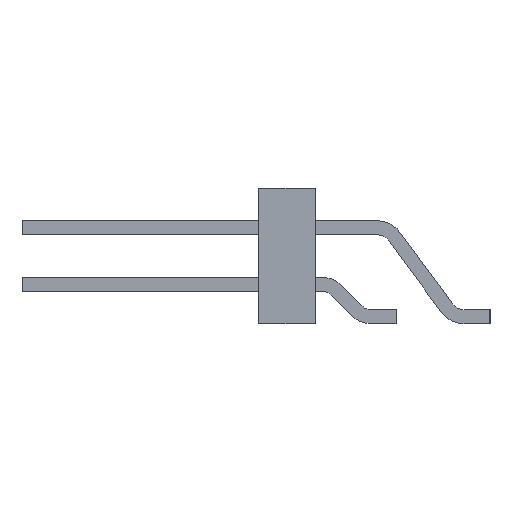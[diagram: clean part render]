
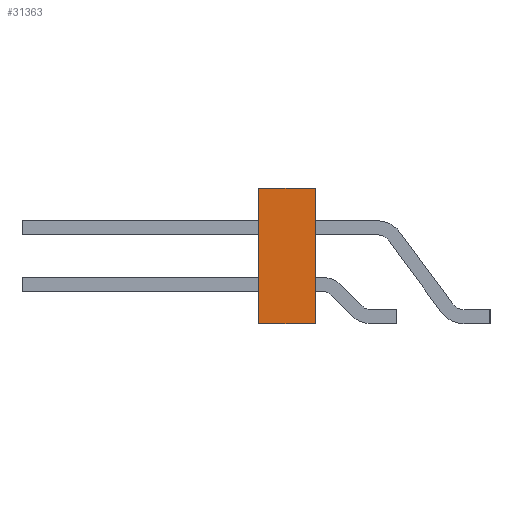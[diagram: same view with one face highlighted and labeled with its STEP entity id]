
A CAD part, left-side view. The second image highlights one B-rep face of the part: STEP entity #31363.
In plain terms, the highlighted face is planar.
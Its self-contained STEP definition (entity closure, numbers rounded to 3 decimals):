
#3778 = VERTEX_POINT('',#3779);
#3779 = CARTESIAN_POINT('',(30.48,3.048,1.27));
#3785 = EDGE_CURVE('',#3778,#3786,#3788,.T.);
#3786 = VERTEX_POINT('',#3787);
#3787 = CARTESIAN_POINT('',(30.48,3.048,-1.27));
#3788 = LINE('',#3789,#3790);
#3789 = CARTESIAN_POINT('',(30.48,3.048,1.27));
#3790 = VECTOR('',#3791,1.);
#3791 = DIRECTION('',(0.,0.,-1.));
#13724 = VERTEX_POINT('',#13725);
#13725 = CARTESIAN_POINT('',(30.48,-3.048,-1.27));
#13731 = EDGE_CURVE('',#13732,#13724,#13734,.T.);
#13732 = VERTEX_POINT('',#13733);
#13733 = CARTESIAN_POINT('',(30.48,-3.048,1.27));
#13734 = LINE('',#13735,#13736);
#13735 = CARTESIAN_POINT('',(30.48,-3.048,1.27));
#13736 = VECTOR('',#13737,1.);
#13737 = DIRECTION('',(0.,0.,-1.));
#23937 = EDGE_CURVE('',#13732,#3778,#23938,.T.);
#23938 = LINE('',#23939,#23940);
#23939 = CARTESIAN_POINT('',(30.48,-3.048,1.27));
#23940 = VECTOR('',#23941,1.);
#23941 = DIRECTION('',(0.,1.,0.));
#28076 = EDGE_CURVE('',#13724,#3786,#28077,.T.);
#28077 = LINE('',#28078,#28079);
#28078 = CARTESIAN_POINT('',(30.48,-3.048,-1.27));
#28079 = VECTOR('',#28080,1.);
#28080 = DIRECTION('',(0.,1.,0.));
#31363 = ADVANCED_FACE('',(#31364),#31370,.F.);
#31364 = FACE_BOUND('',#31365,.T.);
#31365 = EDGE_LOOP('',(#31366,#31367,#31368,#31369));
#31366 = ORIENTED_EDGE('',*,*,#28076,.T.);
#31367 = ORIENTED_EDGE('',*,*,#3785,.F.);
#31368 = ORIENTED_EDGE('',*,*,#23937,.F.);
#31369 = ORIENTED_EDGE('',*,*,#13731,.T.);
#31370 = PLANE('',#31371);
#31371 = AXIS2_PLACEMENT_3D('',#31372,#31373,#31374);
#31372 = CARTESIAN_POINT('',(30.48,-3.048,1.27));
#31373 = DIRECTION('',(-1.,0.,0.));
#31374 = DIRECTION('',(0.,0.,1.));
